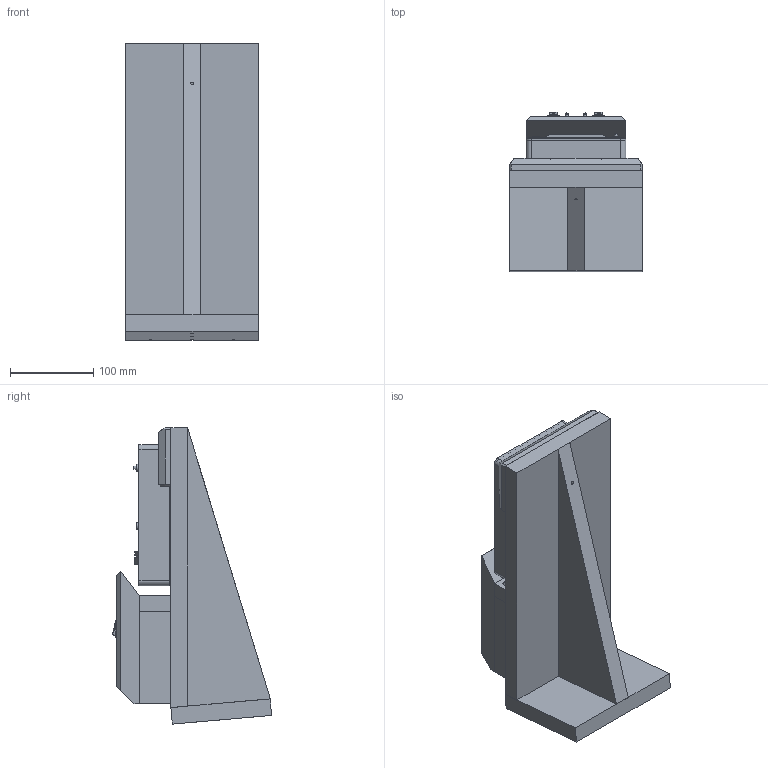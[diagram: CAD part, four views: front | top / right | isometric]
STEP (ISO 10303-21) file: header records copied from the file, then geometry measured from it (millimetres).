
FILE_DESCRIPTION (( 'STEP AP214' ), '1' );
FILE_NAME ('Banco monofasico ensamblaje.STEP', '2022-01-22T01:05:26', ( '' ), ( '' ), 'SwSTEP 2.0', 'SolidWorks 2018', '' );
FILE_SCHEMA (( 'AUTOMOTIVE_DESIGN' ));
Length unit declared in the file: millimetre
Products named in the file (12): PIE TM_Predeterminado; BASE TM_Predeterminado; BASE MONIFASICA V2_Predeterminado; Bornera-monofasico_Predeterminado; Tapa frontal bornera mono_Predeterminado; DDSF027-base_Predeterminado; TOPE MONOFASICO_Predeterminado; Llave encendido_V_MR2-112-C5-BB3N; LATERALES TM_Predeterminado; Banco monofasico ensamblaje; LED_5mm_Predeterminado; ENSAMBLAJE TRIANGULO M_Predeterminado
Assembly tree (13 placements, depth 3):
  Banco monofasico ensamblaje
    DDSF027-base_Predeterminado
    Bornera-monofasico_Predeterminado
    BASE MONIFASICA V2_Predeterminado
    Tapa frontal bornera mono_Predeterminado
    Llave encendido_V_MR2-112-C5-BB3N  x2
    LED_5mm_Predeterminado  x2
    TOPE MONOFASICO_Predeterminado
    ENSAMBLAJE TRIANGULO M_Predeterminado
      BASE TM_Predeterminado
      LATERALES TM_Predeterminado
      PIE TM_Predeterminado
Bounding box: 160 x 191.76 x 356.67 mm (x, y, z)
Volume: 2667189.7 mm3; surface area: 507303.4 mm2
Topology: 12 solids, 16 shells, 1150 faces, 2996 edges, 1952 vertices
Faces by surface type: plane 659, cylinder 427, bspline 52, sphere 8, cone 4
Entity records: 34325 total; most frequent: CARTESIAN_POINT 7773, DIRECTION 5363, ORIENTED_EDGE 5316, EDGE_CURVE 2659, VECTOR 1807, LINE 1807, AXIS2_PLACEMENT_3D 1778, VERTEX_POINT 1744
